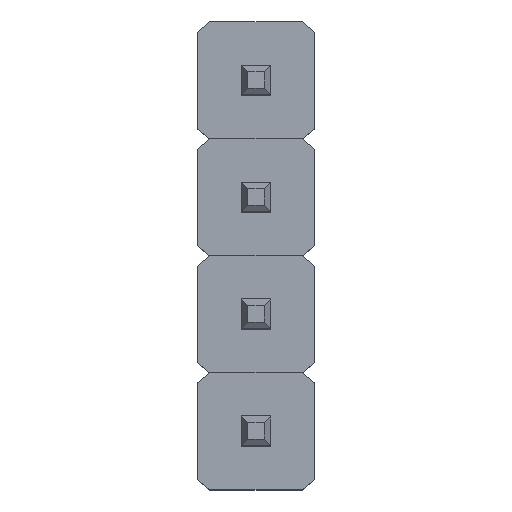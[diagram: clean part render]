
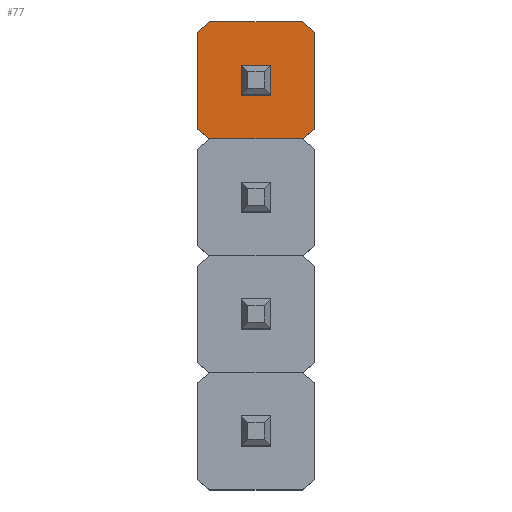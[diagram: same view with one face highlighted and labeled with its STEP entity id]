
A CAD part, top view. The second image highlights one B-rep face of the part: STEP entity #77.
In plain terms, the highlighted planar face has unit normal (0, 0, 1).
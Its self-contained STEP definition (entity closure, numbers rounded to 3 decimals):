
#20 = DIRECTION ( 'NONE',  ( 0., 0., 1. ) ) ;
#23 = CARTESIAN_POINT ( 'NONE',  ( 0.325, 0.325, 5.54 ) ) ;
#26 = CARTESIAN_POINT ( 'NONE',  ( -1., 1.27, 5.54 ) ) ;
#46 = ORIENTED_EDGE ( 'NONE', *, *, #892, .F. ) ;
#53 = ORIENTED_EDGE ( 'NONE', *, *, #259, .F. ) ;
#72 = ORIENTED_EDGE ( 'NONE', *, *, #933, .F. ) ;
#77 = ADVANCED_FACE ( 'NONE', ( #526, #923 ), #1132, .T. ) ;
#78 = ORIENTED_EDGE ( 'NONE', *, *, #458, .F. ) ;
#84 = DIRECTION ( 'NONE',  ( 0., 1., 0. ) ) ;
#85 = ORIENTED_EDGE ( 'NONE', *, *, #345, .F. ) ;
#88 = EDGE_LOOP ( 'NONE', ( #158, #78, #199, #443, #46, #1258, #1192, #72 ) ) ;
#89 = CARTESIAN_POINT ( 'NONE',  ( 1., 1.27, 5.54 ) ) ;
#92 = VECTOR ( 'NONE', #609, 1000. ) ;
#111 = VECTOR ( 'NONE', #188, 1000. ) ;
#133 = VERTEX_POINT ( 'NONE', #870 ) ;
#139 = LINE ( 'NONE', #346, #1252 ) ;
#158 = ORIENTED_EDGE ( 'NONE', *, *, #769, .F. ) ;
#162 = EDGE_CURVE ( 'NONE', #293, #567, #984, .T. ) ;
#172 = CARTESIAN_POINT ( 'NONE',  ( 1., -1.27, 5.54 ) ) ;
#188 = DIRECTION ( 'NONE',  ( 0., -1., 0. ) ) ;
#193 = VERTEX_POINT ( 'NONE', #1270 ) ;
#194 = CARTESIAN_POINT ( 'NONE',  ( -0.325, 0.325, 5.54 ) ) ;
#199 = ORIENTED_EDGE ( 'NONE', *, *, #758, .F. ) ;
#202 = AXIS2_PLACEMENT_3D ( 'NONE', #1234, #20, #445 ) ;
#259 = EDGE_CURVE ( 'NONE', #368, #1186, #1177, .T. ) ;
#265 = CARTESIAN_POINT ( 'NONE',  ( -0.325, -0.325, 5.54 ) ) ;
#274 = DIRECTION ( 'NONE',  ( -0.775, 0.632, 0. ) ) ;
#293 = VERTEX_POINT ( 'NONE', #691 ) ;
#304 = EDGE_CURVE ( 'NONE', #645, #677, #812, .T. ) ;
#306 = LINE ( 'NONE', #1207, #1013 ) ;
#325 = VECTOR ( 'NONE', #84, 1000. ) ;
#331 = VECTOR ( 'NONE', #274, 1000. ) ;
#345 = EDGE_CURVE ( 'NONE', #567, #368, #1099, .T. ) ;
#346 = CARTESIAN_POINT ( 'NONE',  ( -1., 1.27, 5.54 ) ) ;
#355 = VECTOR ( 'NONE', #966, 1000. ) ;
#368 = VERTEX_POINT ( 'NONE', #886 ) ;
#373 = EDGE_LOOP ( 'NONE', ( #1254, #843, #53, #85 ) ) ;
#387 = DIRECTION ( 'NONE',  ( 1., 0., 0. ) ) ;
#402 = EDGE_CURVE ( 'NONE', #1186, #293, #1109, .T. ) ;
#421 = CARTESIAN_POINT ( 'NONE',  ( -1., -1.27, 5.54 ) ) ;
#427 = CARTESIAN_POINT ( 'NONE',  ( 1.27, -1.05, 5.54 ) ) ;
#443 = ORIENTED_EDGE ( 'NONE', *, *, #992, .F. ) ;
#445 = DIRECTION ( 'NONE',  ( 1., 0., 0. ) ) ;
#453 = DIRECTION ( 'NONE',  ( 0.775, -0.632, 0. ) ) ;
#458 = EDGE_CURVE ( 'NONE', #849, #133, #1275, .T. ) ;
#474 = CARTESIAN_POINT ( 'NONE',  ( -1.27, -1.05, 5.54 ) ) ;
#481 = VERTEX_POINT ( 'NONE', #823 ) ;
#491 = DIRECTION ( 'NONE',  ( -1., 0., 0. ) ) ;
#526 = FACE_OUTER_BOUND ( 'NONE', #88, .T. ) ;
#567 = VERTEX_POINT ( 'NONE', #265 ) ;
#591 = EDGE_CURVE ( 'NONE', #1059, #645, #672, .T. ) ;
#596 = DIRECTION ( 'NONE',  ( 0., 1., 0. ) ) ;
#601 = CARTESIAN_POINT ( 'NONE',  ( -0.325, -0.325, 5.54 ) ) ;
#609 = DIRECTION ( 'NONE',  ( 1., 0., 0. ) ) ;
#645 = VERTEX_POINT ( 'NONE', #927 ) ;
#652 = VERTEX_POINT ( 'NONE', #1037 ) ;
#655 = VECTOR ( 'NONE', #805, 1000. ) ;
#656 = LINE ( 'NONE', #474, #331 ) ;
#662 = VECTOR ( 'NONE', #871, 1000. ) ;
#672 = LINE ( 'NONE', #172, #355 ) ;
#677 = VERTEX_POINT ( 'NONE', #421 ) ;
#691 = CARTESIAN_POINT ( 'NONE',  ( -0.325, 0.325, 5.54 ) ) ;
#748 = DIRECTION ( 'NONE',  ( 0.775, 0.632, 0. ) ) ;
#758 = EDGE_CURVE ( 'NONE', #652, #849, #139, .T. ) ;
#769 = EDGE_CURVE ( 'NONE', #133, #193, #942, .T. ) ;
#775 = LINE ( 'NONE', #878, #662 ) ;
#805 = DIRECTION ( 'NONE',  ( -1., 0., 0. ) ) ;
#812 = LINE ( 'NONE', #1104, #655 ) ;
#823 = CARTESIAN_POINT ( 'NONE',  ( -1.27, -1.05, 5.54 ) ) ;
#843 = ORIENTED_EDGE ( 'NONE', *, *, #402, .F. ) ;
#849 = VERTEX_POINT ( 'NONE', #26 ) ;
#870 = CARTESIAN_POINT ( 'NONE',  ( 1., 1.27, 5.54 ) ) ;
#871 = DIRECTION ( 'NONE',  ( 0., -1., 0. ) ) ;
#878 = CARTESIAN_POINT ( 'NONE',  ( 1.27, -1.05, 5.54 ) ) ;
#886 = CARTESIAN_POINT ( 'NONE',  ( 0.325, -0.325, 5.54 ) ) ;
#892 = EDGE_CURVE ( 'NONE', #677, #481, #656, .T. ) ;
#902 = VECTOR ( 'NONE', #387, 1000. ) ;
#923 = FACE_BOUND ( 'NONE', #373, .T. ) ;
#927 = CARTESIAN_POINT ( 'NONE',  ( 1., -1.27, 5.54 ) ) ;
#933 = EDGE_CURVE ( 'NONE', #193, #1059, #775, .T. ) ;
#942 = LINE ( 'NONE', #1228, #1016 ) ;
#966 = DIRECTION ( 'NONE',  ( -0.775, -0.632, 0. ) ) ;
#984 = LINE ( 'NONE', #991, #111 ) ;
#991 = CARTESIAN_POINT ( 'NONE',  ( -0.325, 0.325, 5.54 ) ) ;
#992 = EDGE_CURVE ( 'NONE', #481, #652, #306, .T. ) ;
#1013 = VECTOR ( 'NONE', #596, 1000. ) ;
#1016 = VECTOR ( 'NONE', #453, 1000. ) ;
#1037 = CARTESIAN_POINT ( 'NONE',  ( -1.27, 1.05, 5.54 ) ) ;
#1059 = VERTEX_POINT ( 'NONE', #427 ) ;
#1099 = LINE ( 'NONE', #601, #92 ) ;
#1104 = CARTESIAN_POINT ( 'NONE',  ( -1., -1.27, 5.54 ) ) ;
#1109 = LINE ( 'NONE', #194, #1205 ) ;
#1132 = PLANE ( 'NONE',  #202 ) ;
#1177 = LINE ( 'NONE', #1277, #325 ) ;
#1186 = VERTEX_POINT ( 'NONE', #23 ) ;
#1192 = ORIENTED_EDGE ( 'NONE', *, *, #591, .F. ) ;
#1205 = VECTOR ( 'NONE', #491, 1000. ) ;
#1207 = CARTESIAN_POINT ( 'NONE',  ( -1.27, 1.05, 5.54 ) ) ;
#1228 = CARTESIAN_POINT ( 'NONE',  ( 1.27, 1.05, 5.54 ) ) ;
#1234 = CARTESIAN_POINT ( 'NONE',  ( 0., 0., 5.54 ) ) ;
#1252 = VECTOR ( 'NONE', #748, 1000. ) ;
#1254 = ORIENTED_EDGE ( 'NONE', *, *, #162, .F. ) ;
#1258 = ORIENTED_EDGE ( 'NONE', *, *, #304, .F. ) ;
#1270 = CARTESIAN_POINT ( 'NONE',  ( 1.27, 1.05, 5.54 ) ) ;
#1275 = LINE ( 'NONE', #89, #902 ) ;
#1277 = CARTESIAN_POINT ( 'NONE',  ( 0.325, 0.325, 5.54 ) ) ;
